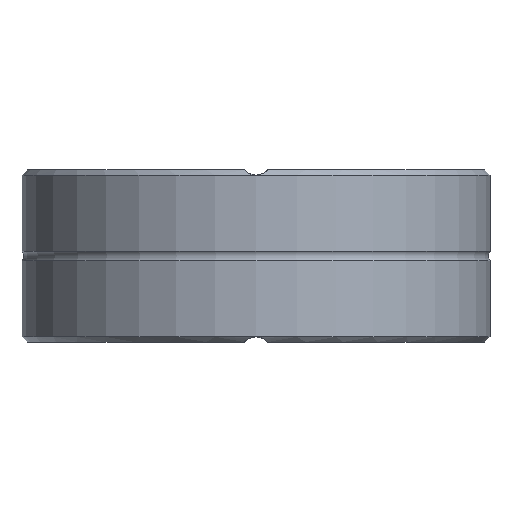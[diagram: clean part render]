
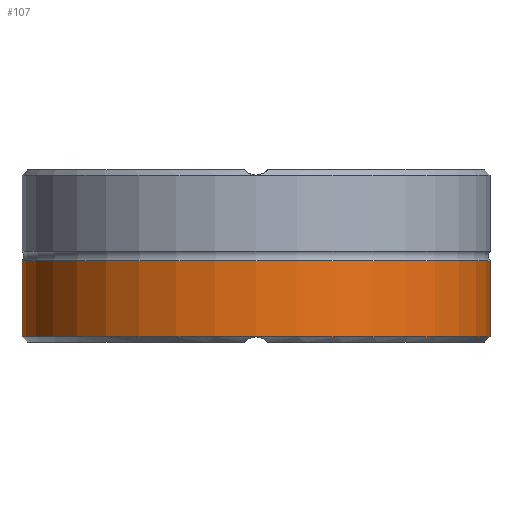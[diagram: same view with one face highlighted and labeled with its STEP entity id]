
A CAD part, front view. The second image highlights one B-rep face of the part: STEP entity #107.
In plain terms, the highlighted cylindrical face has radius 34.544 mm (diameter 69.088 mm), a full revolution.
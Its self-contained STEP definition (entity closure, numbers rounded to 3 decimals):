
#107 = ADVANCED_FACE( '', ( #218, #219 ), #220, .T. );
#218 = FACE_OUTER_BOUND( '', #356, .T. );
#219 = FACE_OUTER_BOUND( '', #357, .T. );
#220 = CYLINDRICAL_SURFACE( '', #358, 34.544 );
#356 = EDGE_LOOP( '', ( #587 ) );
#357 = EDGE_LOOP( '', ( #588 ) );
#358 = AXIS2_PLACEMENT_3D( '', #589, #590, #591 );
#587 = ORIENTED_EDGE( '', *, *, #718, .T. );
#588 = ORIENTED_EDGE( '', *, *, #742, .T. );
#589 = CARTESIAN_POINT( '', ( 0., 0., 137.16 ) );
#590 = DIRECTION( '', ( 0., 0., -1. ) );
#591 = DIRECTION( '', ( 1., 0., 0. ) );
#718 = EDGE_CURVE( '', #824, #824, #825, .F. );
#742 = EDGE_CURVE( '', #870, #870, #871, .T. );
#824 = VERTEX_POINT( '', #1072 );
#825 = CIRCLE( '', #1073, 34.544 );
#870 = VERTEX_POINT( '', #1134 );
#871 = CIRCLE( '', #1135, 34.544 );
#1072 = CARTESIAN_POINT( '', ( 34.544, 0., 12.028 ) );
#1073 = AXIS2_PLACEMENT_3D( '', #1280, #1281, #1282 );
#1134 = CARTESIAN_POINT( '', ( 34.544, 0., 0.762 ) );
#1135 = AXIS2_PLACEMENT_3D( '', #1346, #1347, #1348 );
#1280 = CARTESIAN_POINT( '', ( 0., 0., 12.028 ) );
#1281 = DIRECTION( '', ( 0., 0., 1. ) );
#1282 = DIRECTION( '', ( 1., 0., 0. ) );
#1346 = CARTESIAN_POINT( '', ( 0., 0., 0.762 ) );
#1347 = DIRECTION( '', ( 0., 0., 1. ) );
#1348 = DIRECTION( '', ( 1., 0., 0. ) );
